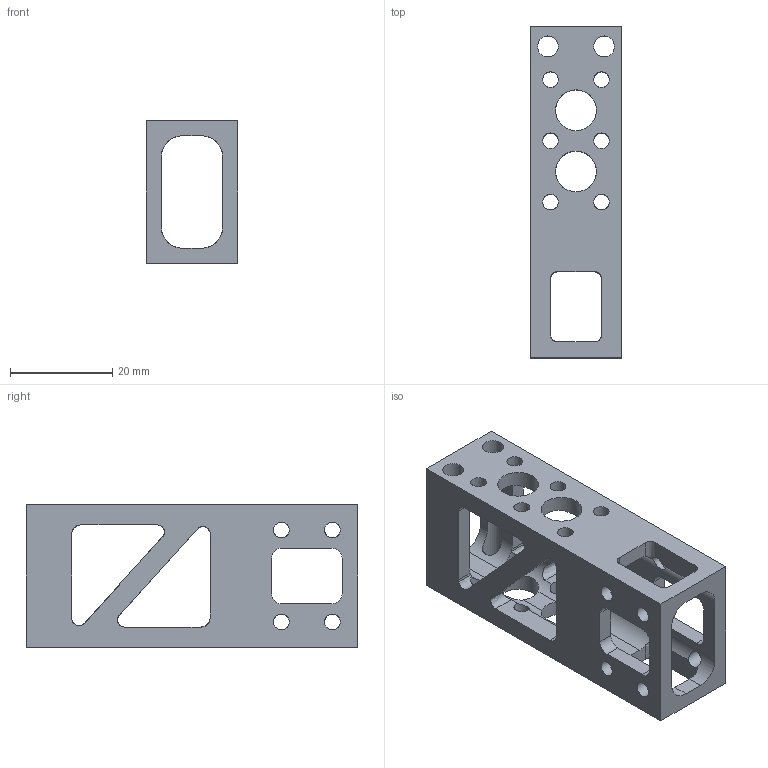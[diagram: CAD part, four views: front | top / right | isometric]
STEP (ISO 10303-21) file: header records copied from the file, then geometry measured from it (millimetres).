
FILE_DESCRIPTION(/* description */ (''),/* implementation_level */ '2;1');
FILE_NAME(/* name */ '',/* time_stamp */ '2024-09-26T16:14:33+08:00',/* author */ (''),/* organization */ (''),/* preprocessor_version */ 'ST-DEVELOPER v20',/* originating_system */ 'Autodesk Translation Framework v13.20.0.188',/* authorisation */ '');
FILE_SCHEMA (('AUTOMOTIVE_DESIGN { 1 0 10303 214 3 1 1 }'));
Length unit declared in the file: millimetre
Products named in the file (1): PR_FDM_PLA__铝方管补强件4
Bounding box: 18 x 65 x 28 mm (x, y, z)
Volume: 10463.3 mm3; surface area: 9594.7 mm2
Topology: 1 solids, 1 shells, 116 faces, 441 edges, 294 vertices
Faces by surface type: plane 52, cylinder 40, bspline 24
Full cylindrical faces by diameter (mm): 3.1 x20, 4.1 x2, 8 x4
Entity records: 6259 total; most frequent: CARTESIAN_POINT 2580, ORIENTED_EDGE 882, DIRECTION 617, EDGE_CURVE 441, VERTEX_POINT 294, LINE 211, VECTOR 211, AXIS2_PLACEMENT_3D 203
